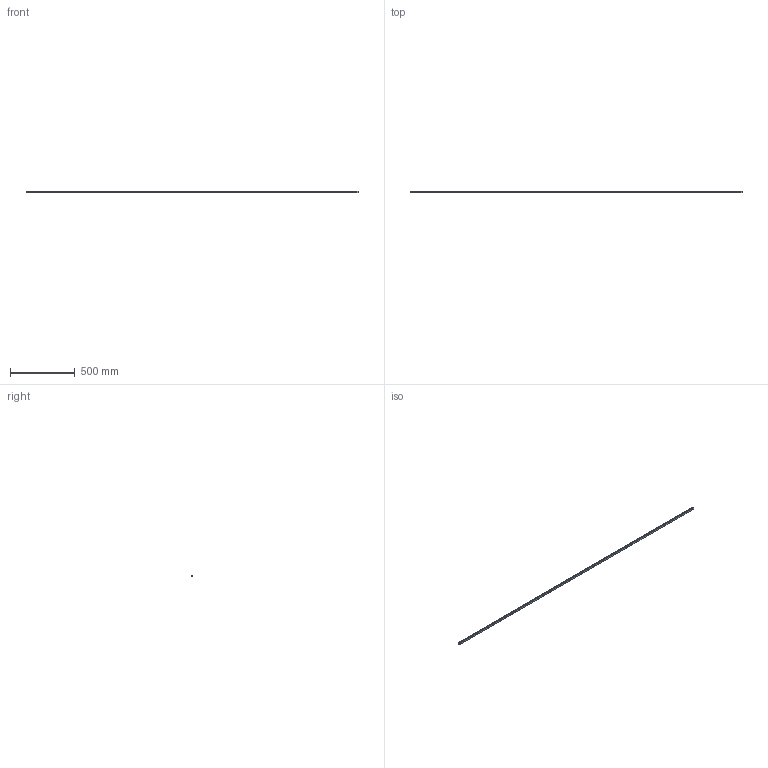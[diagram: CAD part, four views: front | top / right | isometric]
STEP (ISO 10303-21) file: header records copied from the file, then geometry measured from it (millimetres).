
FILE_DESCRIPTION (( 'STEP AP214' ), '1' );
FILE_NAME ('SSR15XTB1SS-2560LYT_G20_0_PB1021B_1251-55_0_0_0.STEP', '2021-06-24T13:03:27', ( '' ), ( '' ), 'SwSTEP 2.0', 'SolidWorks 2021', '' );
FILE_SCHEMA (( 'AUTOMOTIVE_DESIGN' ));
Length unit declared in the file: millimetre
Products named in the file (2): SSR15XTB1SS-2560LYT_G20_0_PB1021B_1251-55_0_0_0; _SSR15XTBY256020Y Track
Assembly tree (1 placements, depth 2):
  SSR15XTB1SS-2560LYT_G20_0_PB1021B_1251-55_0_0_0
    _SSR15XTBY256020Y Track
Bounding box: 2560 x 12.5 x 15 mm (x, y, z)
Volume: 415444.7 mm3; surface area: 156011.5 mm2
Topology: 1 solids, 1 shells, 269 faces, 672 edges, 448 vertices
Faces by surface type: cylinder 180, plane 89
Entity records: 8444 total; most frequent: DIRECTION 1566, CARTESIAN_POINT 1429, ORIENTED_EDGE 1344, EDGE_CURVE 672, AXIS2_PLACEMENT_3D 633, VERTEX_POINT 448, EDGE_LOOP 398, CIRCLE 360
